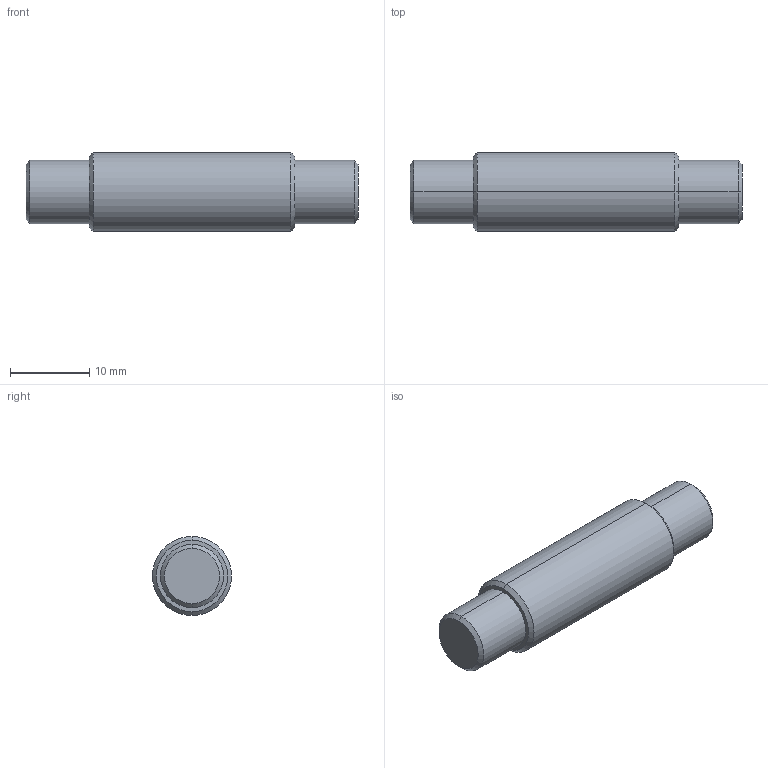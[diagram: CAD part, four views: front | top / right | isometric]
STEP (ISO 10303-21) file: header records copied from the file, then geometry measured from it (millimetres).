
FILE_DESCRIPTION (( 'STEP AP214' ), '1' );
FILE_NAME ('XW-USI-016-Aa-axe-libre.STEP', '2020-05-25T07:04:55', ( '' ), ( '' ), 'SwSTEP 2.0', 'SolidWorks 2016', '' );
FILE_SCHEMA (( 'AUTOMOTIVE_DESIGN' ));
Length unit declared in the file: millimetre
Products named in the file (1): XW-USI-016-Aa-axe-libre
Bounding box: 42 x 10 x 10 mm (x, y, z)
Volume: 2832.7 mm3; surface area: 1341.6 mm2
Topology: 1 solids, 1 shells, 18 faces, 34 edges, 20 vertices
Faces by surface type: cone 8, cylinder 6, plane 4
Entity records: 488 total; most frequent: DIRECTION 92, CARTESIAN_POINT 73, ORIENTED_EDGE 68, AXIS2_PLACEMENT_3D 39, EDGE_CURVE 34, CIRCLE 20, EDGE_LOOP 20, VERTEX_POINT 20
